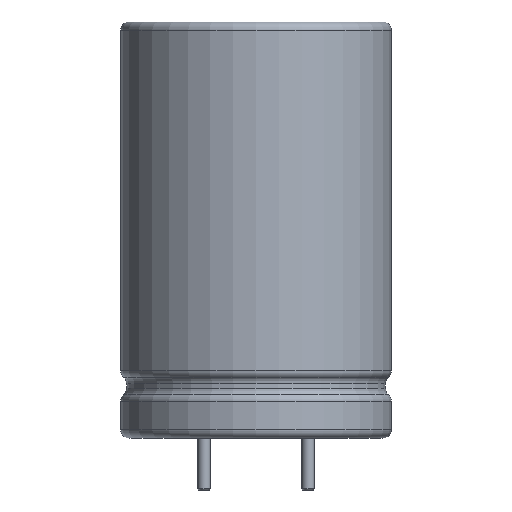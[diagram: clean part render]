
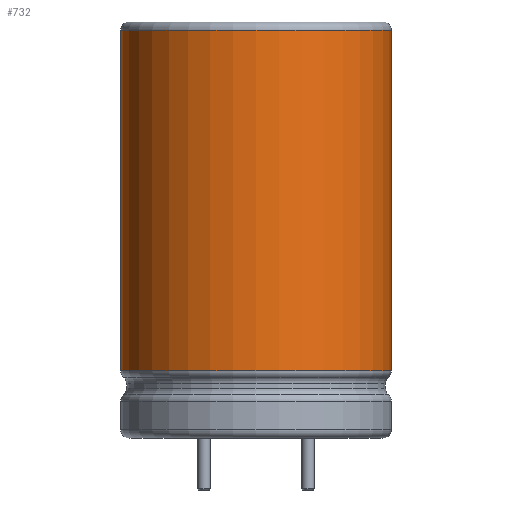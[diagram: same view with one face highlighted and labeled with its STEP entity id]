
A CAD part, front view. The second image highlights one B-rep face of the part: STEP entity #732.
In plain terms, the highlighted cylindrical face has radius 6.5 mm (diameter 13 mm), a full revolution.
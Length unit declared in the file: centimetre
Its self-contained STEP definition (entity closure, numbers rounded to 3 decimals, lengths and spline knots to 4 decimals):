
#206=CYLINDRICAL_SURFACE('',#786,0.65);
#244=VERTEX_POINT('',#1004);
#245=VERTEX_POINT('',#1007);
#309=CIRCLE('',#785,0.65);
#310=CIRCLE('',#787,0.65);
#327=EDGE_CURVE('',#244,#244,#309,.T.);
#328=EDGE_CURVE('',#245,#245,#310,.T.);
#423=ORIENTED_EDGE('',*,*,#328,.F.);
#424=ORIENTED_EDGE('',*,*,#327,.F.);
#609=EDGE_LOOP('',(#423));
#610=EDGE_LOOP('',(#424));
#673=FACE_BOUND('',#609,.T.);
#674=FACE_BOUND('',#610,.T.);
#732=ADVANCED_FACE('',(#673,#674),#206,.T.);
#785=AXIS2_PLACEMENT_3D('',#1003,#855,#856);
#786=AXIS2_PLACEMENT_3D('',#1005,#857,#858);
#787=AXIS2_PLACEMENT_3D('',#1006,#859,#860);
#855=DIRECTION('',(0.,0.,1.));
#856=DIRECTION('',(-0.65,0.,0.));
#857=DIRECTION('',(0.,0.,1.));
#858=DIRECTION('',(0.65,0.,0.));
#859=DIRECTION('',(0.,0.,-1.));
#860=DIRECTION('',(-0.65,0.,0.));
#1003=CARTESIAN_POINT('',(0.,0.,1.96));
#1004=CARTESIAN_POINT('',(0.65,0.,1.96));
#1005=CARTESIAN_POINT('',(0.,0.,0.3));
#1006=CARTESIAN_POINT('',(0.,0.,0.3224));
#1007=CARTESIAN_POINT('',(0.65,0.,0.3224));
